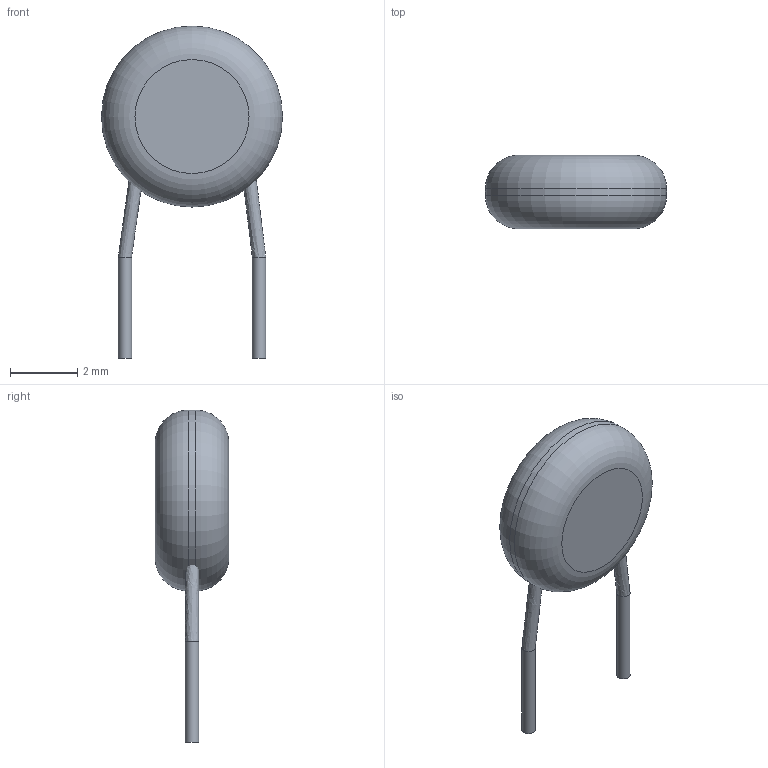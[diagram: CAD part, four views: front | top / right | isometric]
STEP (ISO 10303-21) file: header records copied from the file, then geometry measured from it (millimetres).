
FILE_DESCRIPTION(/* description */ (''),/* implementation_level */ '2;1');
FILE_NAME(/* name */ 'MOV_p4mm.step',/* time_stamp */ '2024-11-17T10:15:11+06:00',/* author */ (''),/* organization */ (''),/* preprocessor_version */ 'ST-DEVELOPER v20',/* originating_system */ 'Autodesk Translation Framework v13.20.0.188',/* authorisation */ '');
FILE_SCHEMA (('AUTOMOTIVE_DESIGN { 1 0 10303 214 3 1 1 }'));
Length unit declared in the file: millimetre
Products named in the file (1): (Unsaved)
Bounding box: 5.4 x 2.2 x 9.9 mm (x, y, z)
Volume: 45.3 mm3; surface area: 84.2 mm2
Topology: 5 solids, 5 shells, 17 faces, 21 edges, 14 vertices
Faces by surface type: plane 10, cylinder 3, torus 2, bspline 2
Full cylindrical faces by diameter (mm): 0.4 x2, 5.4 x1
Entity records: 418 total; most frequent: CARTESIAN_POINT 89, DIRECTION 67, ORIENTED_EDGE 42, AXIS2_PLACEMENT_3D 32, EDGE_CURVE 21, FACE_OUTER_BOUND 17, EDGE_LOOP 17, ADVANCED_FACE 17
